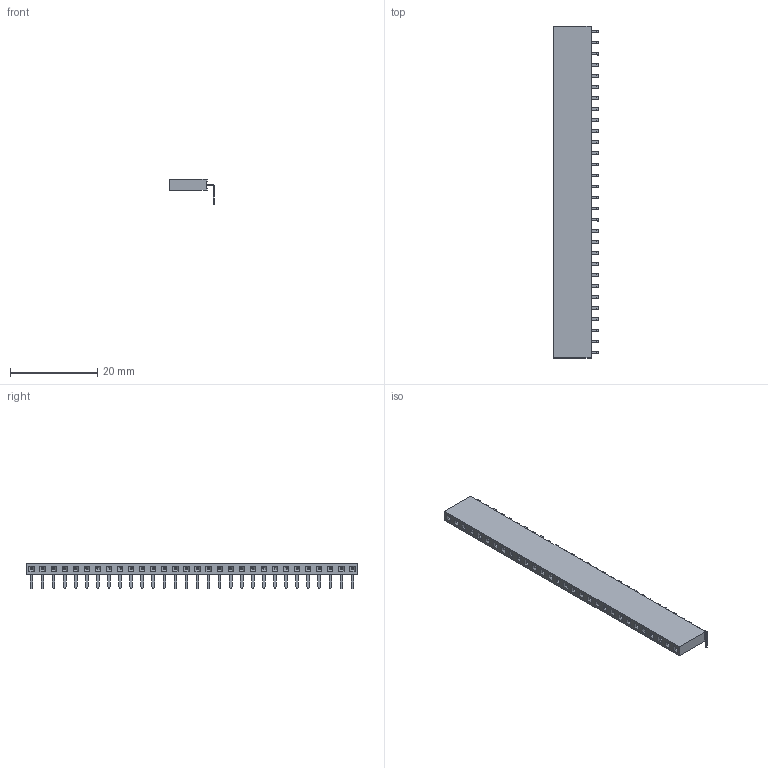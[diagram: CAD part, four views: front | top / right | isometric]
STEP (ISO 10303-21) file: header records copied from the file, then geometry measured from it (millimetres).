
FILE_DESCRIPTION(/* description */ ('model of PinSocket_1x30_P2.54mm_Horizontal'),/* implementation_level */ '2;1');
FILE_NAME(/* name */ 'PinSocket_1x30_P2.54mm_Horizontal.step',/* time_stamp */ '2017-11-27T02:03:43',/* author */ ('Terje Io','https://github.com/terjeio'),/* organization */ ('FreeCAD'),/* preprocessor_version */ 'OCC',/* originating_system */ 'kicad StepUp',/* authorisation */ '');
FILE_SCHEMA(('AUTOMOTIVE_DESIGN_CC2 { 1 2 10303 214 -1 1 5 4 }'));
Length unit declared in the file: millimetre
Products named in the file (1): PinSocket_1x30_P254mm_Horizontal
Bounding box: 10.13 x 76.2 x 5.84 mm (x, y, z)
Volume: 1561.5 mm3; surface area: 2632.6 mm2
Topology: 1 solids, 1 shells, 1060 faces, 2784 edges, 1816 vertices
Faces by surface type: plane 1000, cylinder 60
Entity records: 39341 total; most frequent: CARTESIAN_POINT 5661, ORIENTED_EDGE 5568, DIRECTION 5026, EDGE_CURVE 2784, LINE 2664, VECTOR 2664, VERTEX_POINT 1816, AXIS2_PLACEMENT_3D 1181
